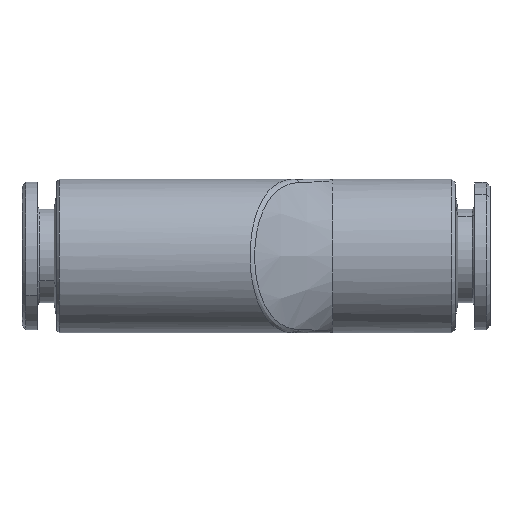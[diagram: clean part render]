
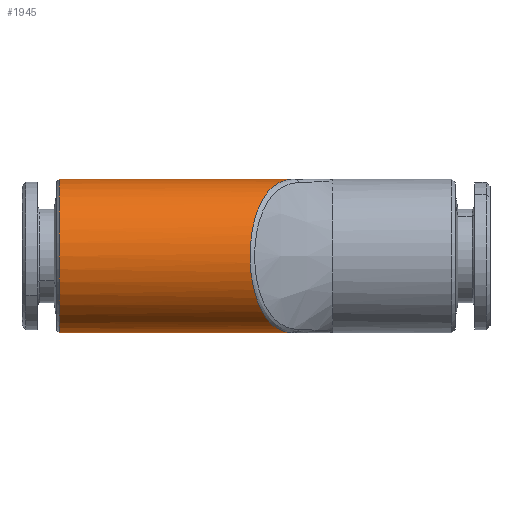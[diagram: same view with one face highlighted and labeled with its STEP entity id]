
A CAD part, left-side view. The second image highlights one B-rep face of the part: STEP entity #1945.
In plain terms, the highlighted cylindrical face has radius 6 mm (diameter 12 mm), a partial arc.
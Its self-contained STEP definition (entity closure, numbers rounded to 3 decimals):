
#793 = VERTEX_POINT ( 'NONE', #4707 ) ;
#871 = VERTEX_POINT ( 'NONE', #4967 ) ;
#1924 = EDGE_CURVE ( 'NONE', #1961, #1957, #4213, .T. ) ;
#1945 = ADVANCED_FACE ( 'NONE', ( #4201 ), #4200, .T. ) ;
#1946 = EDGE_LOOP ( 'NONE', ( #1947, #1948, #1963, #1995, #1955, #1989 ) ) ;
#1947 = ORIENTED_EDGE ( 'NONE', *, *, #1996, .F. ) ;
#1948 = ORIENTED_EDGE ( 'NONE', *, *, #1949, .T. ) ;
#1949 = EDGE_CURVE ( 'NONE', #871, #793, #4136, .T. ) ;
#1950 = VERTEX_POINT ( 'NONE', #4137 ) ;
#1955 = ORIENTED_EDGE ( 'NONE', *, *, #1924, .T. ) ;
#1957 = VERTEX_POINT ( 'NONE', #4182 ) ;
#1961 = VERTEX_POINT ( 'NONE', #4178 ) ;
#1963 = ORIENTED_EDGE ( 'NONE', *, *, #1964, .T. ) ;
#1964 = EDGE_CURVE ( 'NONE', #793, #1950, #4259, .T. ) ;
#1965 = EDGE_CURVE ( 'NONE', #1950, #1961, #4309, .T. ) ;
#1971 = VERTEX_POINT ( 'NONE', #4302 ) ;
#1989 = ORIENTED_EDGE ( 'NONE', *, *, #1990, .F. ) ;
#1990 = EDGE_CURVE ( 'NONE', #1971, #1957, #4391, .T. ) ;
#1995 = ORIENTED_EDGE ( 'NONE', *, *, #1965, .T. ) ;
#1996 = EDGE_CURVE ( 'NONE', #871, #1971, #4379, .T. ) ;
#4132 = DIRECTION ( 'NONE',  ( 0., 0., -1. ) ) ;
#4133 = DIRECTION ( 'NONE',  ( 0., -1., 0. ) ) ;
#4134 = CARTESIAN_POINT ( 'NONE',  ( -6.25, 31.85, 0. ) ) ;
#4135 = AXIS2_PLACEMENT_3D ( 'NONE', #4134, #4133, #4132 ) ;
#4136 = CIRCLE ( 'NONE', #4135, 6. ) ;
#4137 = CARTESIAN_POINT ( 'NONE',  ( -6.25, 21.268, -6. ) ) ;
#4138 = CARTESIAN_POINT ( 'NONE',  ( -8.544, 14.985, 5.547 ) ) ;
#4139 = CARTESIAN_POINT ( 'NONE',  ( -8.715, 15.085, 5.473 ) ) ;
#4140 = CARTESIAN_POINT ( 'NONE',  ( -9.055, 15.28, 5.307 ) ) ;
#4150 = CARTESIAN_POINT ( 'NONE',  ( -11.647, 16.659, 2.63 ) ) ;
#4151 = CARTESIAN_POINT ( 'NONE',  ( -11.902, 16.786, 2.057 ) ) ;
#4152 = CARTESIAN_POINT ( 'NONE',  ( -12.031, 16.85, 1.66 ) ) ;
#4157 = CARTESIAN_POINT ( 'NONE',  ( -11.235, 16.451, 3.345 ) ) ;
#4158 = CARTESIAN_POINT ( 'NONE',  ( -11.346, 16.508, 3.174 ) ) ;
#4159 = CARTESIAN_POINT ( 'NONE',  ( -11.552, 16.612, 2.817 ) ) ;
#4160 = CARTESIAN_POINT ( 'NONE',  ( -12.156, 16.911, -1.077 ) ) ;
#4161 = CARTESIAN_POINT ( 'NONE',  ( -12.021, 16.845, -1.695 ) ) ;
#4162 = CARTESIAN_POINT ( 'NONE',  ( -11.89, 16.78, -2.09 ) ) ;
#4164 = CARTESIAN_POINT ( 'NONE',  ( -6.25, 13.533, 6. ) ) ;
#4165 = CARTESIAN_POINT ( 'NONE',  ( -6.602, 13.775, 6. ) ) ;
#4167 = CARTESIAN_POINT ( 'NONE',  ( -9.047, 15.277, -5.322 ) ) ;
#4168 = CARTESIAN_POINT ( 'NONE',  ( -8.707, 15.082, -5.487 ) ) ;
#4177 = CARTESIAN_POINT ( 'NONE',  ( -6.25, 13.533, -6. ) ) ;
#4178 = CARTESIAN_POINT ( 'NONE',  ( -6.25, 13.533, -6. ) ) ;
#4182 = CARTESIAN_POINT ( 'NONE',  ( -6.25, 13.533, 6. ) ) ;
#4193 = CARTESIAN_POINT ( 'NONE',  ( -7.659, 14.461, -5.88 ) ) ;
#4194 = CARTESIAN_POINT ( 'NONE',  ( -6.953, 14.017, -6. ) ) ;
#4196 = DIRECTION ( 'NONE',  ( 0., 0., -1. ) ) ;
#4197 = DIRECTION ( 'NONE',  ( 0., -1., 0. ) ) ;
#4198 = AXIS2_PLACEMENT_3D ( 'NONE', #4199, #4197, #4196 ) ;
#4199 = CARTESIAN_POINT ( 'NONE',  ( -6.25, 23., 0. ) ) ;
#4200 = CYLINDRICAL_SURFACE ( 'NONE', #4198, 6. ) ;
#4201 = FACE_OUTER_BOUND ( 'NONE', #1946, .T. ) ;
#4202 = CARTESIAN_POINT ( 'NONE',  ( -9.223, 15.375, 5.215 ) ) ;
#4203 = CARTESIAN_POINT ( 'NONE',  ( -9.715, 15.65, 4.913 ) ) ;
#4204 = CARTESIAN_POINT ( 'NONE',  ( -10.026, 15.819, 4.68 ) ) ;
#4205 = CARTESIAN_POINT ( 'NONE',  ( -10.462, 16.051, 4.277 ) ) ;
#4206 = CARTESIAN_POINT ( 'NONE',  ( -11.633, 16.652, -2.659 ) ) ;
#4207 = CARTESIAN_POINT ( 'NONE',  ( -11.536, 16.604, -2.845 ) ) ;
#4208 = CARTESIAN_POINT ( 'NONE',  ( -11.329, 16.499, -3.201 ) ) ;
#4209 = CARTESIAN_POINT ( 'NONE',  ( -10.596, 16.122, -4.156 ) ) ;
#4210 = CARTESIAN_POINT ( 'NONE',  ( -10.157, 15.888, -4.558 ) ) ;
#4211 = CARTESIAN_POINT ( 'NONE',  ( -10.005, 15.806, -4.684 ) ) ;
#4213 = B_SPLINE_CURVE_WITH_KNOTS ( 'NONE', 3,
 ( #4177, #4194, #4193, #4168, #4167, #4226, #4225, #4211, #4210, #4209, #4248, #4247, #4208, #4207, #4206, #4162, #4161, #4160, #4234, #4233, #4232, #4262, #4261, #4260, #4152, #4151, #4150, #4159, #4158, #4157, #4220, #4219, #4218, #4205, #4204, #4203, #4202, #4140, #4139, #4138, #4229, #4228, #4227, #4165, #4164 ),
 .UNSPECIFIED., .F., .F.,
 ( 4, 2, 2, 2, 2, 2, 2, 2, 2, 2, 1, 2, 2, 2, 2, 2, 2, 2, 2, 2, 2, 2, 4 ),
 ( 0., 0.003, 0.004, 0.004, 0.005, 0.006, 0.007, 0.008, 0.009, 0.009, 0.01, 0.011, 0.011, 0.013, 0.013, 0.014, 0.015, 0.015, 0.016, 0.017, 0.018, 0.019, 0.02 ),
 .UNSPECIFIED. ) ;
#4218 = CARTESIAN_POINT ( 'NONE',  ( -10.603, 16.125, 4.134 ) ) ;
#4219 = CARTESIAN_POINT ( 'NONE',  ( -10.871, 16.265, 3.832 ) ) ;
#4220 = CARTESIAN_POINT ( 'NONE',  ( -10.997, 16.33, 3.675 ) ) ;
#4225 = CARTESIAN_POINT ( 'NONE',  ( -9.694, 15.637, -4.917 ) ) ;
#4226 = CARTESIAN_POINT ( 'NONE',  ( -9.535, 15.549, -5.025 ) ) ;
#4227 = CARTESIAN_POINT ( 'NONE',  ( -6.957, 14.009, 5.969 ) ) ;
#4228 = CARTESIAN_POINT ( 'NONE',  ( -7.671, 14.461, 5.841 ) ) ;
#4229 = CARTESIAN_POINT ( 'NONE',  ( -8.024, 14.677, 5.744 ) ) ;
#4232 = CARTESIAN_POINT ( 'NONE',  ( -12.261, 16.963, -0.019 ) ) ;
#4233 = CARTESIAN_POINT ( 'NONE',  ( -12.237, 16.951, -0.442 ) ) ;
#4234 = CARTESIAN_POINT ( 'NONE',  ( -12.191, 16.928, -0.866 ) ) ;
#4247 = CARTESIAN_POINT ( 'NONE',  ( -11.217, 16.443, -3.371 ) ) ;
#4248 = CARTESIAN_POINT ( 'NONE',  ( -10.862, 16.26, -3.859 ) ) ;
#4249 = DIRECTION ( 'NONE',  ( 0., -1., 0. ) ) ;
#4250 = VECTOR ( 'NONE', #4249, 1000. ) ;
#4251 = CARTESIAN_POINT ( 'NONE',  ( -6.25, 23., -6. ) ) ;
#4259 = LINE ( 'NONE', #4251, #4250 ) ;
#4260 = CARTESIAN_POINT ( 'NONE',  ( -12.163, 16.915, 1.037 ) ) ;
#4261 = CARTESIAN_POINT ( 'NONE',  ( -12.197, 16.931, 0.825 ) ) ;
#4262 = CARTESIAN_POINT ( 'NONE',  ( -12.24, 16.952, 0.403 ) ) ;
#4268 = DIRECTION ( 'NONE',  ( 0., -1., 0. ) ) ;
#4286 = VECTOR ( 'NONE', #4268, 1000. ) ;
#4302 = CARTESIAN_POINT ( 'NONE',  ( -6.25, 21.268, 6. ) ) ;
#4309 = LINE ( 'NONE', #4327, #4286 ) ;
#4327 = CARTESIAN_POINT ( 'NONE',  ( -6.25, 23., -6. ) ) ;
#4376 = DIRECTION ( 'NONE',  ( 0., -1., 0. ) ) ;
#4377 = VECTOR ( 'NONE', #4376, 1000. ) ;
#4378 = CARTESIAN_POINT ( 'NONE',  ( -6.25, 23., 6. ) ) ;
#4379 = LINE ( 'NONE', #4378, #4377 ) ;
#4385 = DIRECTION ( 'NONE',  ( 0., -1., 0. ) ) ;
#4386 = VECTOR ( 'NONE', #4385, 1000. ) ;
#4387 = CARTESIAN_POINT ( 'NONE',  ( -6.25, 23., 6. ) ) ;
#4391 = LINE ( 'NONE', #4387, #4386 ) ;
#4707 = CARTESIAN_POINT ( 'NONE',  ( -6.25, 31.85, -6. ) ) ;
#4967 = CARTESIAN_POINT ( 'NONE',  ( -6.25, 31.85, 6. ) ) ;
